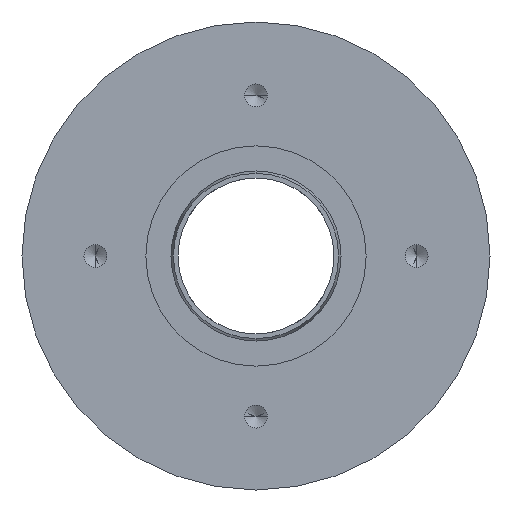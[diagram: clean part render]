
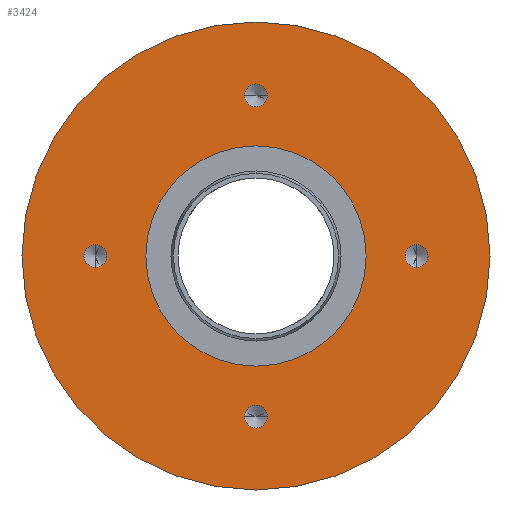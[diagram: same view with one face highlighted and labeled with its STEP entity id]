
A CAD part, left-side view. The second image highlights one B-rep face of the part: STEP entity #3424.
In plain terms, the highlighted planar face has unit normal (-1, 0, 0).
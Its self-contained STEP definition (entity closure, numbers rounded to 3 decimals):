
#142 = FACE_OUTER_BOUND ( 'NONE', #6568, .T. ) ;
#430 = DIRECTION ( 'NONE',  ( -1., 0., 0. ) ) ;
#691 = AXIS2_PLACEMENT_3D ( 'NONE', #15644, #5136, #3546 ) ;
#775 = CARTESIAN_POINT ( 'NONE',  ( 0., 0., 24. ) ) ;
#858 = ORIENTED_EDGE ( 'NONE', *, *, #2705, .F. ) ;
#1085 = AXIS2_PLACEMENT_3D ( 'NONE', #2082, #19203, #2406 ) ;
#1112 = AXIS2_PLACEMENT_3D ( 'NONE', #16801, #17023, #3364 ) ;
#1272 = DIRECTION ( 'NONE',  ( 0., 0., 1. ) ) ;
#1551 = ORIENTED_EDGE ( 'NONE', *, *, #16418, .F. ) ;
#2082 = CARTESIAN_POINT ( 'NONE',  ( 0., 0., -35. ) ) ;
#2111 = CARTESIAN_POINT ( 'NONE',  ( 0., 35., 0. ) ) ;
#2406 = DIRECTION ( 'NONE',  ( 0., 1., 0. ) ) ;
#2705 = EDGE_CURVE ( 'NONE', #6646, #13825, #14292, .T. ) ;
#2784 = DIRECTION ( 'NONE',  ( -1., 0., 0. ) ) ;
#2810 = VERTEX_POINT ( 'NONE', #18437 ) ;
#3108 = VERTEX_POINT ( 'NONE', #21859 ) ;
#3220 = CARTESIAN_POINT ( 'NONE',  ( 0., 0., -24. ) ) ;
#3313 = DIRECTION ( 'NONE',  ( -1., 0., 0. ) ) ;
#3364 = DIRECTION ( 'NONE',  ( 0., 0., -1. ) ) ;
#3424 = ADVANCED_FACE ( 'NONE', ( #15239, #13791, #20492, #6532, #13337, #142 ), #16682, .F. ) ;
#3546 = DIRECTION ( 'NONE',  ( 0., 1., 0. ) ) ;
#3682 = EDGE_CURVE ( 'NONE', #5241, #11400, #9701, .T. ) ;
#3700 = CARTESIAN_POINT ( 'NONE',  ( 0., -35., 0. ) ) ;
#3757 = VERTEX_POINT ( 'NONE', #17409 ) ;
#4251 = CIRCLE ( 'NONE', #18923, 2.5 ) ;
#4283 = EDGE_CURVE ( 'NONE', #11400, #5241, #7110, .T. ) ;
#4618 = CIRCLE ( 'NONE', #6077, 2.5 ) ;
#5136 = DIRECTION ( 'NONE',  ( -1., 0., 0. ) ) ;
#5209 = VERTEX_POINT ( 'NONE', #9278 ) ;
#5241 = VERTEX_POINT ( 'NONE', #775 ) ;
#5306 = EDGE_CURVE ( 'NONE', #18003, #16081, #4251, .T. ) ;
#5518 = ORIENTED_EDGE ( 'NONE', *, *, #5306, .F. ) ;
#5566 = CARTESIAN_POINT ( 'NONE',  ( 0., 35., 2.5 ) ) ;
#5834 = ORIENTED_EDGE ( 'NONE', *, *, #15982, .F. ) ;
#5893 = EDGE_CURVE ( 'NONE', #5209, #3757, #8862, .T. ) ;
#5910 = CARTESIAN_POINT ( 'NONE',  ( 0., 0., 35. ) ) ;
#6077 = AXIS2_PLACEMENT_3D ( 'NONE', #20546, #3313, #10154 ) ;
#6147 = ORIENTED_EDGE ( 'NONE', *, *, #3682, .F. ) ;
#6176 = EDGE_CURVE ( 'NONE', #13825, #6646, #9580, .T. ) ;
#6411 = CIRCLE ( 'NONE', #691, 2.5 ) ;
#6532 = FACE_BOUND ( 'NONE', #10881, .T. ) ;
#6536 = CARTESIAN_POINT ( 'NONE',  ( 0., 0., 0. ) ) ;
#6568 = EDGE_LOOP ( 'NONE', ( #16969, #10553 ) ) ;
#6584 = ORIENTED_EDGE ( 'NONE', *, *, #4283, .F. ) ;
#6646 = VERTEX_POINT ( 'NONE', #5566 ) ;
#6662 = DIRECTION ( 'NONE',  ( 0., 0., -1. ) ) ;
#6814 = DIRECTION ( 'NONE',  ( -1., 0., 0. ) ) ;
#6920 = AXIS2_PLACEMENT_3D ( 'NONE', #15165, #18527, #17051 ) ;
#7084 = CARTESIAN_POINT ( 'NONE',  ( 0., 35., -2.5 ) ) ;
#7110 = CIRCLE ( 'NONE', #14596, 24. ) ;
#7145 = CARTESIAN_POINT ( 'NONE',  ( 0., 0., 0. ) ) ;
#8222 = DIRECTION ( 'NONE',  ( -1., 0., 0. ) ) ;
#8240 = CARTESIAN_POINT ( 'NONE',  ( 0., 0., 35. ) ) ;
#8286 = CARTESIAN_POINT ( 'NONE',  ( 0., 35., 0. ) ) ;
#8862 = CIRCLE ( 'NONE', #16357, 2.5 ) ;
#8958 = EDGE_CURVE ( 'NONE', #13561, #13603, #10483, .T. ) ;
#9278 = CARTESIAN_POINT ( 'NONE',  ( 0., -35., 2.5 ) ) ;
#9580 = CIRCLE ( 'NONE', #11020, 2.5 ) ;
#9701 = CIRCLE ( 'NONE', #11469, 24. ) ;
#10065 = ORIENTED_EDGE ( 'NONE', *, *, #5893, .F. ) ;
#10154 = DIRECTION ( 'NONE',  ( 0., 0., -1. ) ) ;
#10483 = CIRCLE ( 'NONE', #6920, 51. ) ;
#10553 = ORIENTED_EDGE ( 'NONE', *, *, #19168, .T. ) ;
#10623 = DIRECTION ( 'NONE',  ( 0., 0., 1. ) ) ;
#10840 = ORIENTED_EDGE ( 'NONE', *, *, #6176, .F. ) ;
#10881 = EDGE_LOOP ( 'NONE', ( #858, #10840 ) ) ;
#10903 = CARTESIAN_POINT ( 'NONE',  ( 0., 0., 51. ) ) ;
#11020 = AXIS2_PLACEMENT_3D ( 'NONE', #8286, #2784, #19914 ) ;
#11400 = VERTEX_POINT ( 'NONE', #3220 ) ;
#11469 = AXIS2_PLACEMENT_3D ( 'NONE', #7145, #6814, #15625 ) ;
#11834 = CIRCLE ( 'NONE', #16125, 51. ) ;
#12119 = AXIS2_PLACEMENT_3D ( 'NONE', #2111, #13762, #10623 ) ;
#12713 = DIRECTION ( 'NONE',  ( -1., 0., 0. ) ) ;
#12898 = ORIENTED_EDGE ( 'NONE', *, *, #18511, .F. ) ;
#12903 = EDGE_LOOP ( 'NONE', ( #6147, #6584 ) ) ;
#13139 = DIRECTION ( 'NONE',  ( -1., 0., 0. ) ) ;
#13337 = FACE_BOUND ( 'NONE', #12903, .T. ) ;
#13360 = EDGE_LOOP ( 'NONE', ( #5518, #12898 ) ) ;
#13561 = VERTEX_POINT ( 'NONE', #10903 ) ;
#13603 = VERTEX_POINT ( 'NONE', #21065 ) ;
#13762 = DIRECTION ( 'NONE',  ( -1., 0., 0. ) ) ;
#13773 = CARTESIAN_POINT ( 'NONE',  ( 0., -2.5, 35. ) ) ;
#13791 = FACE_BOUND ( 'NONE', #14373, .T. ) ;
#13825 = VERTEX_POINT ( 'NONE', #7084 ) ;
#14292 = CIRCLE ( 'NONE', #12119, 2.5 ) ;
#14333 = AXIS2_PLACEMENT_3D ( 'NONE', #8240, #13139, #18421 ) ;
#14373 = EDGE_LOOP ( 'NONE', ( #1551, #10065 ) ) ;
#14596 = AXIS2_PLACEMENT_3D ( 'NONE', #6536, #21514, #1272 ) ;
#15165 = CARTESIAN_POINT ( 'NONE',  ( 0., 0., 0. ) ) ;
#15239 = FACE_BOUND ( 'NONE', #21293, .T. ) ;
#15625 = DIRECTION ( 'NONE',  ( 0., 0., 1. ) ) ;
#15644 = CARTESIAN_POINT ( 'NONE',  ( 0., 0., -35. ) ) ;
#15645 = DIRECTION ( 'NONE',  ( 0., -1., 0. ) ) ;
#15982 = EDGE_CURVE ( 'NONE', #3108, #2810, #6411, .T. ) ;
#16081 = VERTEX_POINT ( 'NONE', #21007 ) ;
#16125 = AXIS2_PLACEMENT_3D ( 'NONE', #21000, #430, #17084 ) ;
#16357 = AXIS2_PLACEMENT_3D ( 'NONE', #3700, #8222, #6662 ) ;
#16418 = EDGE_CURVE ( 'NONE', #3757, #5209, #4618, .T. ) ;
#16552 = EDGE_CURVE ( 'NONE', #2810, #3108, #18937, .T. ) ;
#16682 = PLANE ( 'NONE',  #1112 ) ;
#16801 = CARTESIAN_POINT ( 'NONE',  ( 0., 0., -24. ) ) ;
#16969 = ORIENTED_EDGE ( 'NONE', *, *, #8958, .T. ) ;
#17023 = DIRECTION ( 'NONE',  ( 1., 0., 0. ) ) ;
#17051 = DIRECTION ( 'NONE',  ( 0., 0., 1. ) ) ;
#17084 = DIRECTION ( 'NONE',  ( 0., 0., 1. ) ) ;
#17180 = CIRCLE ( 'NONE', #14333, 2.5 ) ;
#17409 = CARTESIAN_POINT ( 'NONE',  ( 0., -35., -2.5 ) ) ;
#17946 = ORIENTED_EDGE ( 'NONE', *, *, #16552, .F. ) ;
#18003 = VERTEX_POINT ( 'NONE', #13773 ) ;
#18421 = DIRECTION ( 'NONE',  ( 0., -1., 0. ) ) ;
#18437 = CARTESIAN_POINT ( 'NONE',  ( 0., -2.5, -35. ) ) ;
#18511 = EDGE_CURVE ( 'NONE', #16081, #18003, #17180, .T. ) ;
#18527 = DIRECTION ( 'NONE',  ( -1., 0., 0. ) ) ;
#18923 = AXIS2_PLACEMENT_3D ( 'NONE', #5910, #12713, #15645 ) ;
#18937 = CIRCLE ( 'NONE', #1085, 2.5 ) ;
#19168 = EDGE_CURVE ( 'NONE', #13603, #13561, #11834, .T. ) ;
#19203 = DIRECTION ( 'NONE',  ( -1., 0., 0. ) ) ;
#19914 = DIRECTION ( 'NONE',  ( 0., 0., 1. ) ) ;
#20492 = FACE_BOUND ( 'NONE', #13360, .T. ) ;
#20546 = CARTESIAN_POINT ( 'NONE',  ( 0., -35., 0. ) ) ;
#21000 = CARTESIAN_POINT ( 'NONE',  ( 0., 0., 0. ) ) ;
#21007 = CARTESIAN_POINT ( 'NONE',  ( 0., 2.5, 35. ) ) ;
#21065 = CARTESIAN_POINT ( 'NONE',  ( 0., 0., -51. ) ) ;
#21293 = EDGE_LOOP ( 'NONE', ( #5834, #17946 ) ) ;
#21514 = DIRECTION ( 'NONE',  ( -1., 0., 0. ) ) ;
#21859 = CARTESIAN_POINT ( 'NONE',  ( 0., 2.5, -35. ) ) ;
